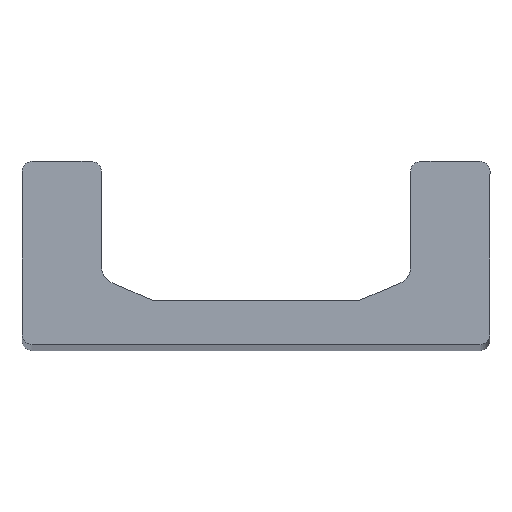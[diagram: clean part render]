
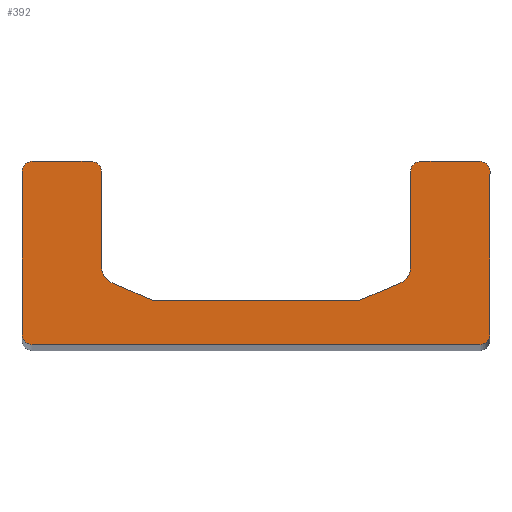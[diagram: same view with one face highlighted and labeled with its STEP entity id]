
A CAD part, top view. The second image highlights one B-rep face of the part: STEP entity #392.
In plain terms, the highlighted planar face has unit normal (0, 0, 1).
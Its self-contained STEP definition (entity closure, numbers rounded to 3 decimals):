
#1 = ORIENTED_EDGE ( 'NONE', *, *, #192, .T. ) ;
#3 = ORIENTED_EDGE ( 'NONE', *, *, #218, .T. ) ;
#7 = VECTOR ( 'NONE', #660, 1000. ) ;
#9 = LINE ( 'NONE', #673, #148 ) ;
#23 = ORIENTED_EDGE ( 'NONE', *, *, #220, .T. ) ;
#24 = ORIENTED_EDGE ( 'NONE', *, *, #219, .T. ) ;
#25 = ORIENTED_EDGE ( 'NONE', *, *, #207, .T. ) ;
#26 = ORIENTED_EDGE ( 'NONE', *, *, #224, .T. ) ;
#27 = ORIENTED_EDGE ( 'NONE', *, *, #225, .T. ) ;
#28 = ORIENTED_EDGE ( 'NONE', *, *, #198, .T. ) ;
#33 = ORIENTED_EDGE ( 'NONE', *, *, #206, .T. ) ;
#34 = ORIENTED_EDGE ( 'NONE', *, *, #213, .T. ) ;
#35 = ORIENTED_EDGE ( 'NONE', *, *, #216, .T. ) ;
#36 = LINE ( 'NONE', #657, #7 ) ;
#41 = ORIENTED_EDGE ( 'NONE', *, *, #221, .T. ) ;
#42 = ORIENTED_EDGE ( 'NONE', *, *, #222, .T. ) ;
#43 = ORIENTED_EDGE ( 'NONE', *, *, #223, .T. ) ;
#44 = ORIENTED_EDGE ( 'NONE', *, *, #227, .T. ) ;
#45 = ORIENTED_EDGE ( 'NONE', *, *, #202, .T. ) ;
#46 = ORIENTED_EDGE ( 'NONE', *, *, #226, .T. ) ;
#93 = CIRCLE ( 'NONE', #252, 3. ) ;
#95 = CIRCLE ( 'NONE', #250, 3. ) ;
#96 = CIRCLE ( 'NONE', #253, 3. ) ;
#101 = ORIENTED_EDGE ( 'NONE', *, *, #217, .T. ) ;
#111 = VECTOR ( 'NONE', #655, 1000. ) ;
#112 = LINE ( 'NONE', #618, #111 ) ;
#136 = EDGE_LOOP ( 'NONE', ( #33, #34, #35, #3, #1, #101, #23, #24, #25, #41, #42, #43, #26, #27, #28, #44, #45, #46 ) ) ;
#140 = LINE ( 'NONE', #667, #141 ) ;
#141 = VECTOR ( 'NONE', #668, 1000. ) ;
#142 = VECTOR ( 'NONE', #678, 1000. ) ;
#148 = VECTOR ( 'NONE', #676, 1000. ) ;
#150 = LINE ( 'NONE', #677, #142 ) ;
#168 = VECTOR ( 'NONE', #587, 1000. ) ;
#169 = LINE ( 'NONE', #288, #175 ) ;
#170 = LINE ( 'NONE', #604, #168 ) ;
#171 = CIRCLE ( 'NONE', #195, 3. ) ;
#174 = CIRCLE ( 'NONE', #193, 3. ) ;
#175 = VECTOR ( 'NONE', #286, 1000. ) ;
#176 = CIRCLE ( 'NONE', #249, 5. ) ;
#182 = CIRCLE ( 'NONE', #194, 3. ) ;
#183 = VECTOR ( 'NONE', #295, 1000. ) ;
#184 = LINE ( 'NONE', #292, #183 ) ;
#185 = CIRCLE ( 'NONE', #251, 5. ) ;
#187 = VECTOR ( 'NONE', #293, 1000. ) ;
#188 = LINE ( 'NONE', #283, #189 ) ;
#189 = VECTOR ( 'NONE', #284, 1000. ) ;
#190 = LINE ( 'NONE', #294, #187 ) ;
#192 = EDGE_CURVE ( 'NONE', #643, #642, #112, .T. ) ;
#193 = AXIS2_PLACEMENT_3D ( 'NONE', #584, #282, #285 ) ;
#194 = AXIS2_PLACEMENT_3D ( 'NONE', #585, #589, #588 ) ;
#195 = AXIS2_PLACEMENT_3D ( 'NONE', #596, #593, #599 ) ;
#198 = EDGE_CURVE ( 'NONE', #629, #641, #36, .T. ) ;
#202 = EDGE_CURVE ( 'NONE', #622, #630, #140, .T. ) ;
#206 = EDGE_CURVE ( 'NONE', #628, #637, #9, .T. ) ;
#207 = EDGE_CURVE ( 'NONE', #621, #624, #150, .T. ) ;
#213 = EDGE_CURVE ( 'NONE', #637, #626, #171, .T. ) ;
#216 = EDGE_CURVE ( 'NONE', #626, #638, #170, .T. ) ;
#217 = EDGE_CURVE ( 'NONE', #642, #634, #182, .T. ) ;
#218 = EDGE_CURVE ( 'NONE', #638, #643, #174, .T. ) ;
#219 = EDGE_CURVE ( 'NONE', #635, #621, #176, .T. ) ;
#220 = EDGE_CURVE ( 'NONE', #634, #635, #184, .T. ) ;
#221 = EDGE_CURVE ( 'NONE', #624, #644, #190, .T. ) ;
#222 = EDGE_CURVE ( 'NONE', #644, #631, #188, .T. ) ;
#223 = EDGE_CURVE ( 'NONE', #631, #649, #185, .T. ) ;
#224 = EDGE_CURVE ( 'NONE', #649, #651, #169, .T. ) ;
#225 = EDGE_CURVE ( 'NONE', #651, #629, #93, .T. ) ;
#226 = EDGE_CURVE ( 'NONE', #630, #628, #95, .T. ) ;
#227 = EDGE_CURVE ( 'NONE', #641, #622, #96, .T. ) ;
#249 = AXIS2_PLACEMENT_3D ( 'NONE', #590, #291, #290 ) ;
#250 = AXIS2_PLACEMENT_3D ( 'NONE', #298, #281, #679 ) ;
#251 = AXIS2_PLACEMENT_3D ( 'NONE', #592, #297, #287 ) ;
#252 = AXIS2_PLACEMENT_3D ( 'NONE', #296, #300, #299 ) ;
#253 = AXIS2_PLACEMENT_3D ( 'NONE', #289, #397, #398 ) ;
#281 = DIRECTION ( 'NONE',  ( 0., 0., 1. ) ) ;
#282 = DIRECTION ( 'NONE',  ( 0., 0., 1. ) ) ;
#283 = CARTESIAN_POINT ( 'NONE',  ( -41.2, 17.7, 500. ) ) ;
#284 = DIRECTION ( 'NONE',  ( -0.917, 0.399, 0. ) ) ;
#285 = DIRECTION ( 'NONE',  ( 1., 0., 0. ) ) ;
#286 = DIRECTION ( 'NONE',  ( 0., 1., 0. ) ) ;
#287 = DIRECTION ( 'NONE',  ( 1., 0., 0. ) ) ;
#288 = CARTESIAN_POINT ( 'NONE',  ( -44.7, 50., 500. ) ) ;
#289 = CARTESIAN_POINT ( 'NONE',  ( -64.7, 50., 500. ) ) ;
#290 = DIRECTION ( 'NONE',  ( 1., 0., 0. ) ) ;
#291 = DIRECTION ( 'NONE',  ( 0., 0., -1. ) ) ;
#292 = CARTESIAN_POINT ( 'NONE',  ( 44.7, 21.95, 500. ) ) ;
#293 = DIRECTION ( 'NONE',  ( -1., 0., 0. ) ) ;
#294 = CARTESIAN_POINT ( 'NONE',  ( -29.7, 12.7, 500. ) ) ;
#295 = DIRECTION ( 'NONE',  ( 0., -1., 0. ) ) ;
#296 = CARTESIAN_POINT ( 'NONE',  ( -47.7, 50., 500. ) ) ;
#297 = DIRECTION ( 'NONE',  ( 0., 0., -1. ) ) ;
#298 = CARTESIAN_POINT ( 'NONE',  ( -64.7, 3., 500. ) ) ;
#299 = DIRECTION ( 'NONE',  ( 1., 0., 0. ) ) ;
#300 = DIRECTION ( 'NONE',  ( 0., 0., 1. ) ) ;
#305 = AXIS2_PLACEMENT_3D ( 'NONE', #509, #512, #513 ) ;
#365 = FACE_OUTER_BOUND ( 'NONE', #136, .T. ) ;
#392 = ADVANCED_FACE ( 'NONE', ( #365 ), #510, .T. ) ;
#397 = DIRECTION ( 'NONE',  ( 0., 0., 1. ) ) ;
#398 = DIRECTION ( 'NONE',  ( 1., 0., 0. ) ) ;
#509 = CARTESIAN_POINT ( 'NONE',  ( 67.7, 0., 500. ) ) ;
#510 = PLANE ( 'NONE',  #305 ) ;
#512 = DIRECTION ( 'NONE',  ( 0., 0., 1. ) ) ;
#513 = DIRECTION ( 'NONE',  ( 1., 0., 0. ) ) ;
#523 = CARTESIAN_POINT ( 'NONE',  ( -67.7, 50., 500. ) ) ;
#531 = CARTESIAN_POINT ( 'NONE',  ( 41.55, 17.7, 500. ) ) ;
#533 = CARTESIAN_POINT ( 'NONE',  ( 29.7, 12.7, 500. ) ) ;
#535 = CARTESIAN_POINT ( 'NONE',  ( 67.7, 3., 500. ) ) ;
#536 = CARTESIAN_POINT ( 'NONE',  ( -64.7, 0., 500. ) ) ;
#537 = CARTESIAN_POINT ( 'NONE',  ( -47.7, 53., 500. ) ) ;
#538 = CARTESIAN_POINT ( 'NONE',  ( -67.7, 3., 500. ) ) ;
#539 = CARTESIAN_POINT ( 'NONE',  ( -41.2, 17.7, 500. ) ) ;
#542 = CARTESIAN_POINT ( 'NONE',  ( 44.7, 50., 500. ) ) ;
#543 = CARTESIAN_POINT ( 'NONE',  ( 44.7, 21.95, 500. ) ) ;
#545 = CARTESIAN_POINT ( 'NONE',  ( 64.7, 0., 500. ) ) ;
#546 = CARTESIAN_POINT ( 'NONE',  ( 67.7, 50., 500. ) ) ;
#549 = CARTESIAN_POINT ( 'NONE',  ( -64.7, 53., 500. ) ) ;
#550 = CARTESIAN_POINT ( 'NONE',  ( 47.7, 53., 500. ) ) ;
#551 = CARTESIAN_POINT ( 'NONE',  ( 64.7, 53., 500. ) ) ;
#552 = CARTESIAN_POINT ( 'NONE',  ( -29.7, 12.7, 500. ) ) ;
#557 = CARTESIAN_POINT ( 'NONE',  ( -44.7, 21.95, 500. ) ) ;
#559 = CARTESIAN_POINT ( 'NONE',  ( -44.7, 50., 500. ) ) ;
#584 = CARTESIAN_POINT ( 'NONE',  ( 64.7, 50., 500. ) ) ;
#585 = CARTESIAN_POINT ( 'NONE',  ( 47.7, 50., 500. ) ) ;
#587 = DIRECTION ( 'NONE',  ( 0., 1., 0. ) ) ;
#588 = DIRECTION ( 'NONE',  ( 1., 0., 0. ) ) ;
#589 = DIRECTION ( 'NONE',  ( 0., 0., 1. ) ) ;
#590 = CARTESIAN_POINT ( 'NONE',  ( 39.716, 22.352, 500. ) ) ;
#592 = CARTESIAN_POINT ( 'NONE',  ( -39.728, 22.478, 500. ) ) ;
#593 = DIRECTION ( 'NONE',  ( 0., 0., 1. ) ) ;
#596 = CARTESIAN_POINT ( 'NONE',  ( 64.7, 3., 500. ) ) ;
#599 = DIRECTION ( 'NONE',  ( 1., 0., 0. ) ) ;
#604 = CARTESIAN_POINT ( 'NONE',  ( 67.7, 0., 500. ) ) ;
#618 = CARTESIAN_POINT ( 'NONE',  ( -67.7, 53., 500. ) ) ;
#621 = VERTEX_POINT ( 'NONE', #531 ) ;
#622 = VERTEX_POINT ( 'NONE', #523 ) ;
#624 = VERTEX_POINT ( 'NONE', #533 ) ;
#626 = VERTEX_POINT ( 'NONE', #535 ) ;
#628 = VERTEX_POINT ( 'NONE', #536 ) ;
#629 = VERTEX_POINT ( 'NONE', #537 ) ;
#630 = VERTEX_POINT ( 'NONE', #538 ) ;
#631 = VERTEX_POINT ( 'NONE', #539 ) ;
#634 = VERTEX_POINT ( 'NONE', #542 ) ;
#635 = VERTEX_POINT ( 'NONE', #543 ) ;
#637 = VERTEX_POINT ( 'NONE', #545 ) ;
#638 = VERTEX_POINT ( 'NONE', #546 ) ;
#641 = VERTEX_POINT ( 'NONE', #549 ) ;
#642 = VERTEX_POINT ( 'NONE', #550 ) ;
#643 = VERTEX_POINT ( 'NONE', #551 ) ;
#644 = VERTEX_POINT ( 'NONE', #552 ) ;
#649 = VERTEX_POINT ( 'NONE', #557 ) ;
#651 = VERTEX_POINT ( 'NONE', #559 ) ;
#655 = DIRECTION ( 'NONE',  ( -1., 0., 0. ) ) ;
#657 = CARTESIAN_POINT ( 'NONE',  ( -67.7, 53., 500. ) ) ;
#660 = DIRECTION ( 'NONE',  ( -1., 0., 0. ) ) ;
#667 = CARTESIAN_POINT ( 'NONE',  ( -67.7, 0., 500. ) ) ;
#668 = DIRECTION ( 'NONE',  ( 0., -1., 0. ) ) ;
#673 = CARTESIAN_POINT ( 'NONE',  ( -67.7, 0., 500. ) ) ;
#676 = DIRECTION ( 'NONE',  ( 1., 0., 0. ) ) ;
#677 = CARTESIAN_POINT ( 'NONE',  ( 29.7, 12.7, 500. ) ) ;
#678 = DIRECTION ( 'NONE',  ( -0.921, -0.389, 0. ) ) ;
#679 = DIRECTION ( 'NONE',  ( 1., 0., 0. ) ) ;
